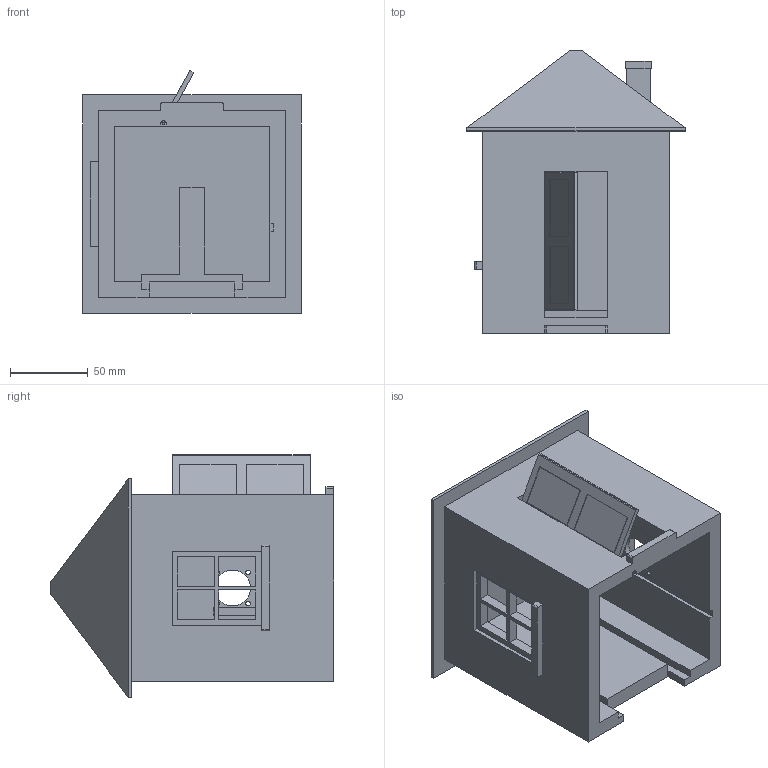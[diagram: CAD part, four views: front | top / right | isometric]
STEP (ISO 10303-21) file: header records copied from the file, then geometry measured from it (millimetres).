
FILE_DESCRIPTION (( 'STEP AP214' ), '1' );
FILE_NAME ('Domek - z³o¿enie.STEP', '2024-01-16T08:35:05', ( '' ), ( '' ), 'SwSTEP 2.0', 'SolidWorks 2019', '' );
FILE_SCHEMA (( 'AUTOMOTIVE_DESIGN' ));
Length unit declared in the file: millimetre
Products named in the file (4): Domek - z這瞠nie; Domek - dach; Domek - drzwi; Domek - body
Assembly tree (3 placements, depth 2):
  Domek - z這瞠nie
    Domek - body
    Domek - dach
    Domek - drzwi
Bounding box: 140 x 182 x 155.46 mm (x, y, z)
Volume: 935596.1 mm3; surface area: 178379 mm2
Topology: 3 solids, 3 shells, 167 faces, 447 edges, 296 vertices
Faces by surface type: plane 140, cylinder 27
Entity records: 5357 total; most frequent: CARTESIAN_POINT 916, ORIENTED_EDGE 894, DIRECTION 847, EDGE_CURVE 447, LINE 393, VECTOR 393, VERTEX_POINT 296, AXIS2_PLACEMENT_3D 227
